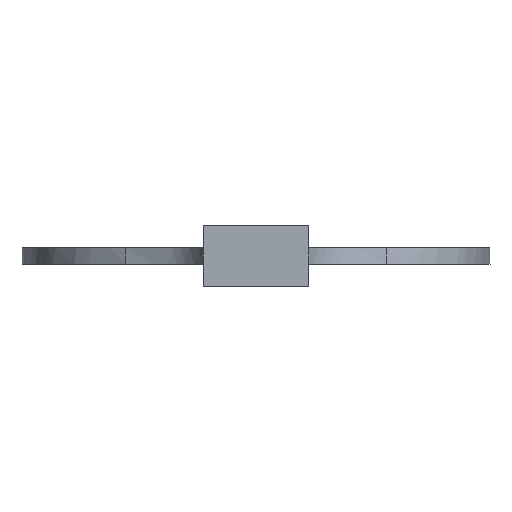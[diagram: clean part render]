
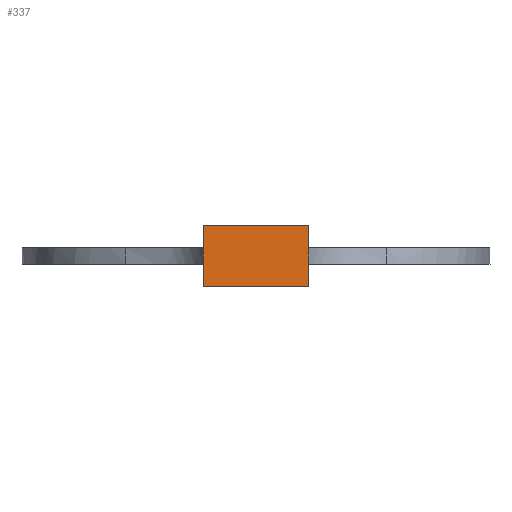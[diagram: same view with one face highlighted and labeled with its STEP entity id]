
A CAD part, left-side view. The second image highlights one B-rep face of the part: STEP entity #337.
In plain terms, the highlighted planar face has unit normal (-1, 0, 0).
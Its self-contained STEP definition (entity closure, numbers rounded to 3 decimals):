
#18=PLANE('',#365);
#32=FACE_OUTER_BOUND('',#51,.T.);
#51=EDGE_LOOP('',(#255,#256,#257,#258));
#74=LINE('',#732,#98);
#76=LINE('',#907,#100);
#77=LINE('',#910,#101);
#78=LINE('',#911,#102);
#98=VECTOR('',#391,10.);
#100=VECTOR('',#393,10.);
#101=VECTOR('',#396,10.);
#102=VECTOR('',#397,10.);
#152=VERTEX_POINT('',#687);
#153=VERTEX_POINT('',#731);
#154=VERTEX_POINT('',#863);
#155=VERTEX_POINT('',#909);
#190=EDGE_CURVE('',#152,#153,#74,.T.);
#194=EDGE_CURVE('',#152,#154,#76,.T.);
#195=EDGE_CURVE('',#155,#154,#77,.T.);
#196=EDGE_CURVE('',#153,#155,#78,.T.);
#255=ORIENTED_EDGE('',*,*,#194,.T.);
#256=ORIENTED_EDGE('',*,*,#195,.F.);
#257=ORIENTED_EDGE('',*,*,#196,.F.);
#258=ORIENTED_EDGE('',*,*,#190,.F.);
#337=ADVANCED_FACE('',(#32),#18,.T.);
#365=AXIS2_PLACEMENT_3D('',#908,#394,#395);
#391=DIRECTION('',(0.,1.,0.));
#393=DIRECTION('',(0.,0.,1.));
#394=DIRECTION('center_axis',(-1.,0.,0.));
#395=DIRECTION('ref_axis',(0.,-1.,0.));
#396=DIRECTION('',(0.,-1.,0.));
#397=DIRECTION('',(0.,0.,1.));
#687=CARTESIAN_POINT('',(-162.601,-0.8,-11.));
#731=CARTESIAN_POINT('',(-162.601,37.8,-11.));
#732=CARTESIAN_POINT('',(-162.601,20.,-11.));
#863=CARTESIAN_POINT('',(-162.601,-0.8,11.));
#907=CARTESIAN_POINT('',(-162.601,-0.8,0.));
#908=CARTESIAN_POINT('Origin',(-162.601,37.8,0.));
#909=CARTESIAN_POINT('',(-162.601,37.8,11.));
#910=CARTESIAN_POINT('',(-162.601,20.,11.));
#911=CARTESIAN_POINT('',(-162.601,37.8,0.));
